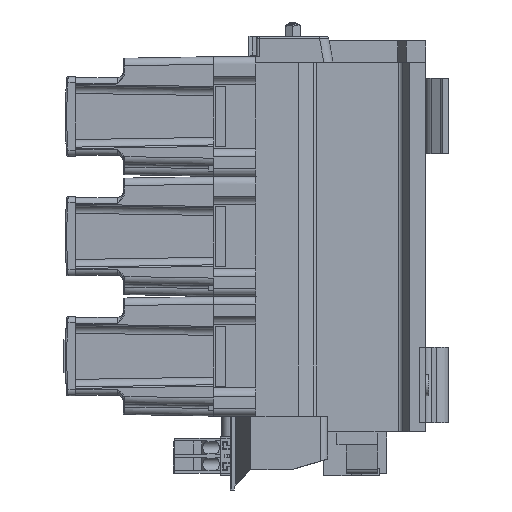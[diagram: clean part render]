
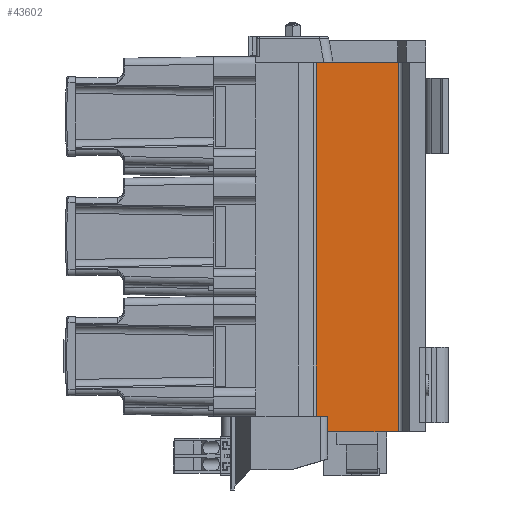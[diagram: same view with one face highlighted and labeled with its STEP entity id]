
A CAD part, left-side view. The second image highlights one B-rep face of the part: STEP entity #43602.
In plain terms, the highlighted planar face has unit normal (-1, 0, 0).
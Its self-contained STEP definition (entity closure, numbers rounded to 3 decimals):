
#480 = CARTESIAN_POINT ( 'NONE',  ( -58.1, 9., -123.75 ) ) ;
#855 = CARTESIAN_POINT ( 'NONE',  ( -58.1, 16.402, 121.25 ) ) ;
#2717 = CARTESIAN_POINT ( 'NONE',  ( -58.1, -37.789, 121.25 ) ) ;
#2948 = VERTEX_POINT ( 'NONE', #2717 ) ;
#4507 = AXIS2_PLACEMENT_3D ( 'NONE', #7613, #13263, #65679 ) ;
#4657 = VERTEX_POINT ( 'NONE', #78401 ) ;
#5522 = CARTESIAN_POINT ( 'NONE',  ( -58.1, 16.402, -123.75 ) ) ;
#6041 = CARTESIAN_POINT ( 'NONE',  ( -58.1, 16.402, -113.25 ) ) ;
#6253 = EDGE_CURVE ( 'NONE', #50712, #2948, #71473, .T. ) ;
#7613 = CARTESIAN_POINT ( 'NONE',  ( -58.1, 16.402, -123.75 ) ) ;
#7925 = VERTEX_POINT ( 'NONE', #79077 ) ;
#8017 = CARTESIAN_POINT ( 'NONE',  ( -58.1, -37.789, -123.75 ) ) ;
#8071 = ORIENTED_EDGE ( 'NONE', *, *, #83311, .T. ) ;
#8086 = EDGE_LOOP ( 'NONE', ( #79146, #81418, #8071, #59316, #49721, #11395 ) ) ;
#10757 = LINE ( 'NONE', #5522, #32116 ) ;
#11395 = ORIENTED_EDGE ( 'NONE', *, *, #41407, .F. ) ;
#13263 = DIRECTION ( 'NONE',  ( -1., 0., 0. ) ) ;
#14577 = LINE ( 'NONE', #6041, #32229 ) ;
#15088 = CARTESIAN_POINT ( 'NONE',  ( -58.1, 16.402, -123.75 ) ) ;
#20857 = DIRECTION ( 'NONE',  ( 0., 0., -1. ) ) ;
#20922 = VECTOR ( 'NONE', #85312, 1000. ) ;
#23973 = EDGE_CURVE ( 'NONE', #2948, #42795, #42360, .T. ) ;
#24190 = DIRECTION ( 'NONE',  ( 0., 1., 0. ) ) ;
#25543 = CARTESIAN_POINT ( 'NONE',  ( -58.1, 9., -123.75 ) ) ;
#26469 = VERTEX_POINT ( 'NONE', #25543 ) ;
#26965 = VECTOR ( 'NONE', #20857, 1000. ) ;
#29268 = EDGE_CURVE ( 'NONE', #7925, #26469, #60680, .T. ) ;
#31979 = DIRECTION ( 'NONE',  ( 0., 0., 1. ) ) ;
#32116 = VECTOR ( 'NONE', #31979, 1000. ) ;
#32229 = VECTOR ( 'NONE', #53984, 1000. ) ;
#34722 = VECTOR ( 'NONE', #75709, 1000. ) ;
#39413 = CARTESIAN_POINT ( 'NONE',  ( -58.1, -37.789, -123.75 ) ) ;
#41407 = EDGE_CURVE ( 'NONE', #4657, #42795, #10757, .T. ) ;
#42355 = LINE ( 'NONE', #15088, #34722 ) ;
#42360 = LINE ( 'NONE', #83073, #78629 ) ;
#42795 = VERTEX_POINT ( 'NONE', #855 ) ;
#43602 = ADVANCED_FACE ( 'NONE', ( #85593 ), #66099, .T. ) ;
#46384 = EDGE_CURVE ( 'NONE', #4657, #7925, #14577, .T. ) ;
#49721 = ORIENTED_EDGE ( 'NONE', *, *, #23973, .T. ) ;
#50712 = VERTEX_POINT ( 'NONE', #8017 ) ;
#53984 = DIRECTION ( 'NONE',  ( 0., -1., 0. ) ) ;
#59316 = ORIENTED_EDGE ( 'NONE', *, *, #6253, .T. ) ;
#60680 = LINE ( 'NONE', #480, #26965 ) ;
#65679 = DIRECTION ( 'NONE',  ( 0., 0., 1. ) ) ;
#66099 = PLANE ( 'NONE',  #4507 ) ;
#71473 = LINE ( 'NONE', #39413, #20922 ) ;
#75709 = DIRECTION ( 'NONE',  ( 0., -1., 0. ) ) ;
#78401 = CARTESIAN_POINT ( 'NONE',  ( -58.1, 16.402, -113.25 ) ) ;
#78629 = VECTOR ( 'NONE', #24190, 1000. ) ;
#79077 = CARTESIAN_POINT ( 'NONE',  ( -58.1, 9., -113.25 ) ) ;
#79146 = ORIENTED_EDGE ( 'NONE', *, *, #46384, .T. ) ;
#81418 = ORIENTED_EDGE ( 'NONE', *, *, #29268, .T. ) ;
#83073 = CARTESIAN_POINT ( 'NONE',  ( -58.1, 16.402, 121.25 ) ) ;
#83311 = EDGE_CURVE ( 'NONE', #26469, #50712, #42355, .T. ) ;
#85312 = DIRECTION ( 'NONE',  ( 0., 0., 1. ) ) ;
#85593 = FACE_OUTER_BOUND ( 'NONE', #8086, .T. ) ;
